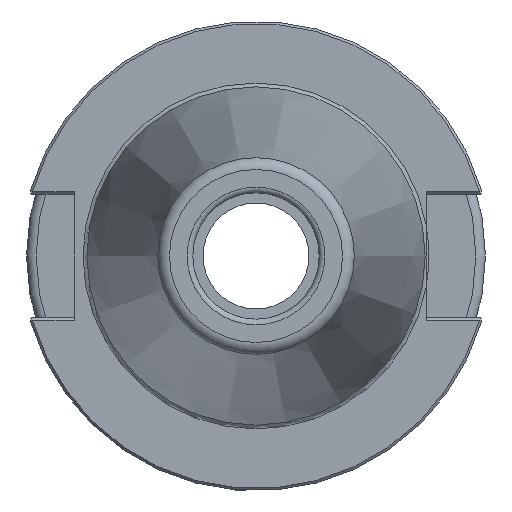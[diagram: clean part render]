
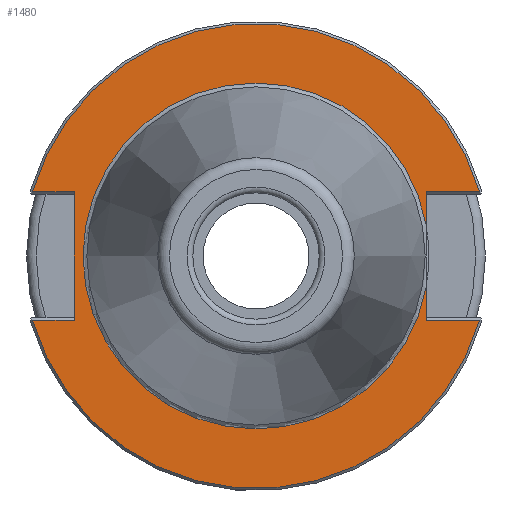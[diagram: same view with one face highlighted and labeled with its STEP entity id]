
A CAD part, left-side view. The second image highlights one B-rep face of the part: STEP entity #1480.
In plain terms, the highlighted planar face has unit normal (-1, 0, 0).
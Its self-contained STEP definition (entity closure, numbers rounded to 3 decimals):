
#104=LINE('',#2533,#183);
#107=LINE('',#2592,#186);
#108=LINE('',#2598,#187);
#109=LINE('',#2600,#188);
#110=LINE('',#2604,#189);
#111=LINE('',#2606,#190);
#112=LINE('',#2607,#191);
#183=VECTOR('',#1838,10.);
#186=VECTOR('',#1857,10.);
#187=VECTOR('',#1862,10.);
#188=VECTOR('',#1863,10.);
#189=VECTOR('',#1866,10.);
#190=VECTOR('',#1867,10.);
#191=VECTOR('',#1868,10.);
#300=FACE_OUTER_BOUND('',#380,.T.);
#380=EDGE_LOOP('',(#1072,#1073,#1074,#1075,#1076,#1077,#1078,#1079,#1080,
#1081,#1082));
#465=CIRCLE('',#1594,48.249);
#467=CIRCLE('',#1597,35.899);
#468=CIRCLE('',#1598,35.899);
#469=CIRCLE('',#1599,48.249);
#611=VERTEX_POINT('',#2530);
#612=VERTEX_POINT('',#2532);
#620=VERTEX_POINT('',#2579);
#623=VERTEX_POINT('',#2591);
#624=VERTEX_POINT('',#2593);
#625=VERTEX_POINT('',#2595);
#626=VERTEX_POINT('',#2597);
#627=VERTEX_POINT('',#2599);
#628=VERTEX_POINT('',#2601);
#629=VERTEX_POINT('',#2603);
#630=VERTEX_POINT('',#2605);
#790=EDGE_CURVE('',#611,#612,#104,.T.);
#802=EDGE_CURVE('',#612,#620,#465,.T.);
#806=EDGE_CURVE('',#611,#623,#107,.T.);
#807=EDGE_CURVE('',#623,#624,#467,.T.);
#808=EDGE_CURVE('',#624,#625,#468,.T.);
#809=EDGE_CURVE('',#625,#626,#108,.T.);
#810=EDGE_CURVE('',#627,#626,#109,.T.);
#811=EDGE_CURVE('',#628,#627,#469,.T.);
#812=EDGE_CURVE('',#629,#628,#110,.T.);
#813=EDGE_CURVE('',#629,#630,#111,.T.);
#814=EDGE_CURVE('',#620,#630,#112,.T.);
#1072=ORIENTED_EDGE('',*,*,#790,.F.);
#1073=ORIENTED_EDGE('',*,*,#806,.T.);
#1074=ORIENTED_EDGE('',*,*,#807,.T.);
#1075=ORIENTED_EDGE('',*,*,#808,.T.);
#1076=ORIENTED_EDGE('',*,*,#809,.T.);
#1077=ORIENTED_EDGE('',*,*,#810,.F.);
#1078=ORIENTED_EDGE('',*,*,#811,.F.);
#1079=ORIENTED_EDGE('',*,*,#812,.F.);
#1080=ORIENTED_EDGE('',*,*,#813,.T.);
#1081=ORIENTED_EDGE('',*,*,#814,.F.);
#1082=ORIENTED_EDGE('',*,*,#802,.F.);
#1437=PLANE('',#1596);
#1480=ADVANCED_FACE('',(#300),#1437,.T.);
#1594=AXIS2_PLACEMENT_3D('',#2580,#1851,#1852);
#1596=AXIS2_PLACEMENT_3D('',#2590,#1855,#1856);
#1597=AXIS2_PLACEMENT_3D('',#2594,#1858,#1859);
#1598=AXIS2_PLACEMENT_3D('',#2596,#1860,#1861);
#1599=AXIS2_PLACEMENT_3D('',#2602,#1864,#1865);
#1838=DIRECTION('',(0.,-1.,0.));
#1851=DIRECTION('center_axis',(1.,0.,0.));
#1852=DIRECTION('ref_axis',(0.,0.,-1.));
#1855=DIRECTION('center_axis',(-1.,0.,0.));
#1856=DIRECTION('ref_axis',(0.,0.,1.));
#1857=DIRECTION('',(0.,0.,1.));
#1858=DIRECTION('center_axis',(1.,0.,0.));
#1859=DIRECTION('ref_axis',(0.,0.,-1.));
#1860=DIRECTION('center_axis',(1.,0.,0.));
#1861=DIRECTION('ref_axis',(0.,0.,-1.));
#1862=DIRECTION('',(0.,0.,1.));
#1863=DIRECTION('',(0.,1.,0.));
#1864=DIRECTION('center_axis',(1.,0.,0.));
#1865=DIRECTION('ref_axis',(0.,0.,-1.));
#1866=DIRECTION('',(0.,1.,0.));
#1867=DIRECTION('',(0.,0.,-1.));
#1868=DIRECTION('',(0.,-1.,0.));
#2530=CARTESIAN_POINT('',(3.175,-35.3,-13.325));
#2532=CARTESIAN_POINT('',(3.175,-46.373,-13.325));
#2533=CARTESIAN_POINT('',(3.175,-13.707,-13.325));
#2579=CARTESIAN_POINT('',(3.175,46.373,-13.325));
#2580=CARTESIAN_POINT('Origin',(3.175,0.,0.));
#2590=CARTESIAN_POINT('Origin',(3.175,48.249,0.));
#2591=CARTESIAN_POINT('',(3.175,-35.3,-6.533));
#2592=CARTESIAN_POINT('',(3.175,-35.3,-6.413));
#2593=CARTESIAN_POINT('',(3.175,0.,35.899));
#2594=CARTESIAN_POINT('Origin',(3.175,0.,0.));
#2595=CARTESIAN_POINT('',(3.175,-35.3,6.533));
#2596=CARTESIAN_POINT('Origin',(3.175,0.,0.));
#2597=CARTESIAN_POINT('',(3.175,-35.3,13.325));
#2598=CARTESIAN_POINT('',(3.175,-35.3,-6.413));
#2599=CARTESIAN_POINT('',(3.175,-46.373,13.325));
#2600=CARTESIAN_POINT('',(3.175,6.475,13.325));
#2601=CARTESIAN_POINT('',(3.175,46.373,13.325));
#2602=CARTESIAN_POINT('Origin',(3.175,0.,0.));
#2603=CARTESIAN_POINT('',(3.175,37.7,13.325));
#2604=CARTESIAN_POINT('',(3.175,61.395,13.325));
#2605=CARTESIAN_POINT('',(3.175,37.7,-13.325));
#2606=CARTESIAN_POINT('',(3.175,37.7,6.413));
#2607=CARTESIAN_POINT('',(3.175,42.975,-13.325));
